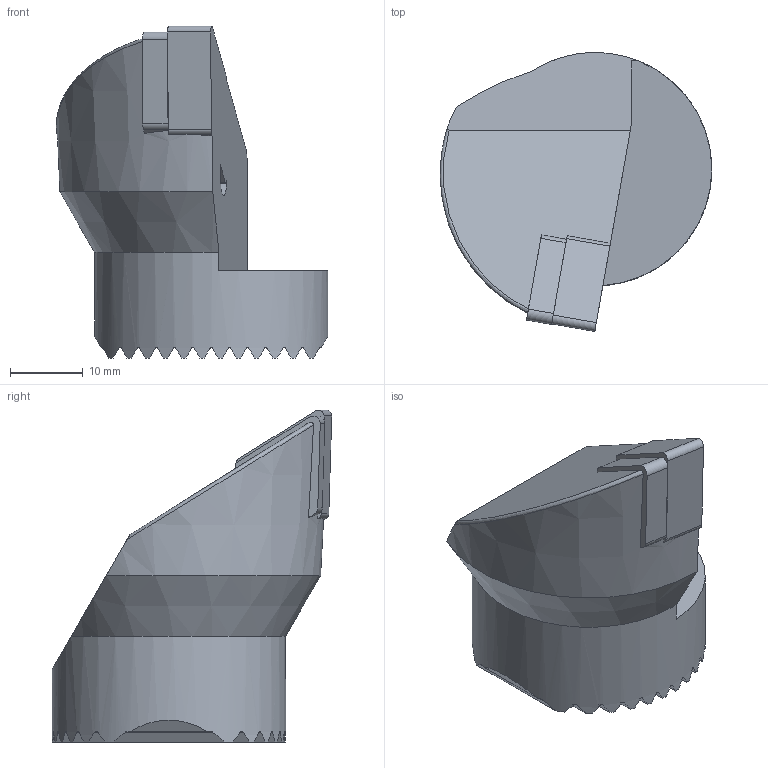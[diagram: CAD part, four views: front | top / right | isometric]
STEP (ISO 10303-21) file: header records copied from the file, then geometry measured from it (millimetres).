
FILE_DESCRIPTION(/* description */ (''),/* implementation_level */ '2;1');
FILE_NAME(/* name */ 'W9990283_A__specification_W9990283_Aussen_.stp',/* time_stamp */ '2011-08-01T10:49:22+02:00',/* author */ (''),/* organization */ (''),/* preprocessor_version */ 'ST-DEVELOPER v11',/* originating_system */ 'UGS - NX 5.0',/* authorisation */ '');
FILE_SCHEMA (('AUTOMOTIVE_DESIGN { 1 0 10303 214 1 1 1 1 }'));
Length unit declared in the file: millimetre
Products named in the file (1): hees1BA88jfn
Bounding box: 37.26 x 38.33 x 45.55 mm (x, y, z)
Volume: 21990.9 mm3; surface area: 5749.6 mm2
Topology: 1 solids, 1 shells, 85 faces, 242 edges, 160 vertices
Faces by surface type: plane 60, cylinder 22, cone 2, bspline 1
Full cylindrical faces by diameter (mm): 32 x1
Entity records: 3281 total; most frequent: CARTESIAN_POINT 1027, ORIENTED_EDGE 480, DIRECTION 475, EDGE_CURVE 240, AXIS2_PLACEMENT_3D 186, VERTEX_POINT 159, LINE 103, VECTOR 103
